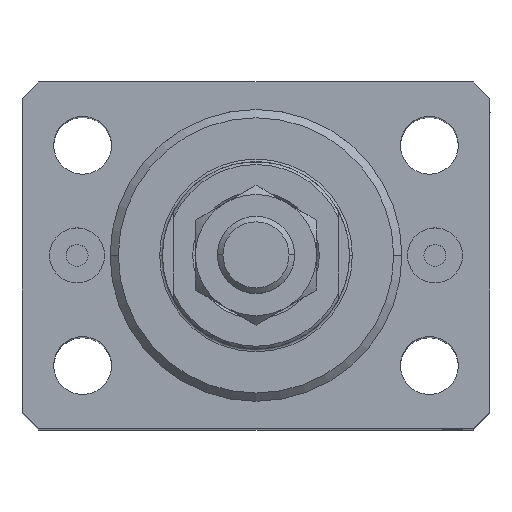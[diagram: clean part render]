
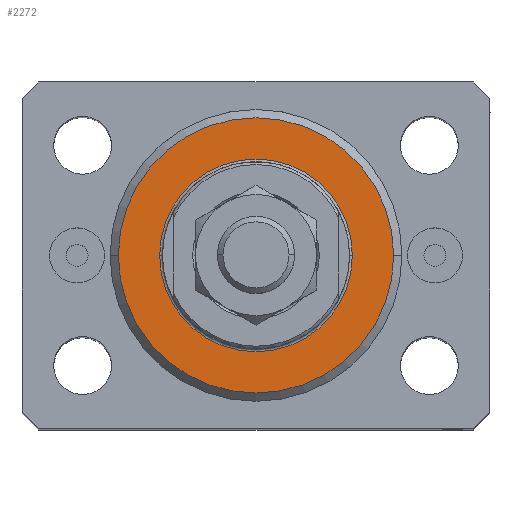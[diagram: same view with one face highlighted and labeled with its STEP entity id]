
A CAD part, top view. The second image highlights one B-rep face of the part: STEP entity #2272.
In plain terms, the highlighted face is planar.
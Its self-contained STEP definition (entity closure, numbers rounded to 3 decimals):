
#2207 = CIRCLE ( 'NONE', #11841, 25. ) ;
#2272 = ADVANCED_FACE ( 'NONE', ( #6439, #12950 ), #5746, .F. ) ;
#3354 = DIRECTION ( 'NONE',  ( 0., 0., -1. ) ) ;
#5145 = CARTESIAN_POINT ( 'NONE',  ( 25., 0., 0. ) ) ;
#5746 = PLANE ( 'NONE',  #30170 ) ;
#6439 = FACE_BOUND ( 'NONE', #27355, .T. ) ;
#6469 = EDGE_LOOP ( 'NONE', ( #28249, #42488 ) ) ;
#7049 = CARTESIAN_POINT ( 'NONE',  ( 17.5, 0., 0. ) ) ;
#7295 = AXIS2_PLACEMENT_3D ( 'NONE', #28181, #3354, #31673 ) ;
#8330 = DIRECTION ( 'NONE',  ( 1., 0., 0. ) ) ;
#11210 = EDGE_CURVE ( 'NONE', #30948, #34683, #15439, .T. ) ;
#11841 = AXIS2_PLACEMENT_3D ( 'NONE', #20949, #28133, #8330 ) ;
#12714 = CARTESIAN_POINT ( 'NONE',  ( 0., 0., 0. ) ) ;
#12950 = FACE_OUTER_BOUND ( 'NONE', #6469, .T. ) ;
#15439 = CIRCLE ( 'NONE', #7295, 25. ) ;
#16105 = ORIENTED_EDGE ( 'NONE', *, *, #31503, .T. ) ;
#17419 = AXIS2_PLACEMENT_3D ( 'NONE', #36773, #33068, #26086 ) ;
#20044 = AXIS2_PLACEMENT_3D ( 'NONE', #30682, #37418, #41367 ) ;
#20949 = CARTESIAN_POINT ( 'NONE',  ( 0., 0., 0. ) ) ;
#21414 = ORIENTED_EDGE ( 'NONE', *, *, #24148, .T. ) ;
#23817 = CARTESIAN_POINT ( 'NONE',  ( -25., 0., 0. ) ) ;
#24148 = EDGE_CURVE ( 'NONE', #40294, #40551, #38153, .T. ) ;
#25235 = CIRCLE ( 'NONE', #20044, 17.5 ) ;
#26086 = DIRECTION ( 'NONE',  ( 1., 0., 0. ) ) ;
#26643 = DIRECTION ( 'NONE',  ( 1., 0., 0. ) ) ;
#27355 = EDGE_LOOP ( 'NONE', ( #21414, #16105 ) ) ;
#28133 = DIRECTION ( 'NONE',  ( 0., 0., -1. ) ) ;
#28181 = CARTESIAN_POINT ( 'NONE',  ( 0., 0., 0. ) ) ;
#28249 = ORIENTED_EDGE ( 'NONE', *, *, #29815, .T. ) ;
#29815 = EDGE_CURVE ( 'NONE', #34683, #30948, #2207, .T. ) ;
#30170 = AXIS2_PLACEMENT_3D ( 'NONE', #12714, #34769, #26643 ) ;
#30682 = CARTESIAN_POINT ( 'NONE',  ( 0., 0., 0. ) ) ;
#30948 = VERTEX_POINT ( 'NONE', #23817 ) ;
#31503 = EDGE_CURVE ( 'NONE', #40551, #40294, #25235, .T. ) ;
#31673 = DIRECTION ( 'NONE',  ( 1., 0., 0. ) ) ;
#32864 = CARTESIAN_POINT ( 'NONE',  ( -17.5, 0., 0. ) ) ;
#33068 = DIRECTION ( 'NONE',  ( 0., 0., 1. ) ) ;
#34683 = VERTEX_POINT ( 'NONE', #5145 ) ;
#34769 = DIRECTION ( 'NONE',  ( 0., 0., 1. ) ) ;
#36773 = CARTESIAN_POINT ( 'NONE',  ( 0., 0., 0. ) ) ;
#37418 = DIRECTION ( 'NONE',  ( 0., 0., 1. ) ) ;
#38153 = CIRCLE ( 'NONE', #17419, 17.5 ) ;
#40294 = VERTEX_POINT ( 'NONE', #7049 ) ;
#40551 = VERTEX_POINT ( 'NONE', #32864 ) ;
#41367 = DIRECTION ( 'NONE',  ( 1., 0., 0. ) ) ;
#42488 = ORIENTED_EDGE ( 'NONE', *, *, #11210, .T. ) ;
